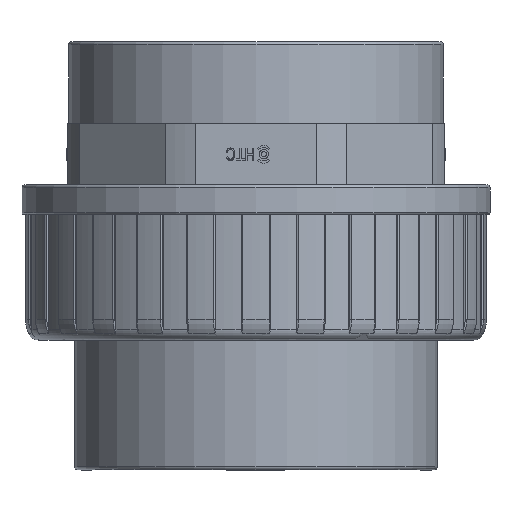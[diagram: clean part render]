
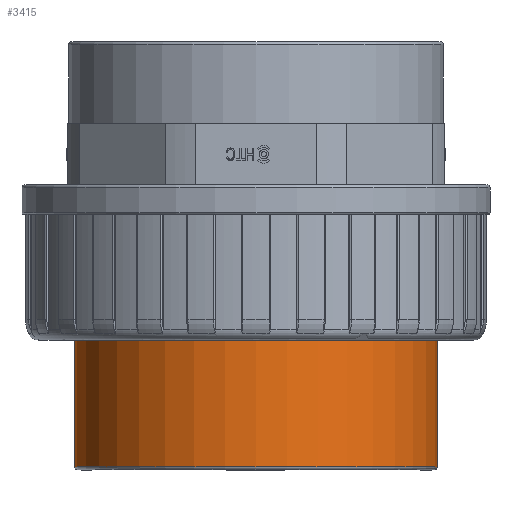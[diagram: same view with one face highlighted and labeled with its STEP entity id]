
A CAD part, front view. The second image highlights one B-rep face of the part: STEP entity #3415.
In plain terms, the highlighted cylindrical face has radius 62 mm (diameter 124 mm), a full revolution.
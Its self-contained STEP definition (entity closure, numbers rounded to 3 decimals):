
#356=CYLINDRICAL_SURFACE('',#38283,62.);
#3415=ADVANCED_FACE('',(#10617,#10618),#356,.T.);
#10441=CIRCLE('',#38280,62.);
#10442=CIRCLE('',#38282,62.);
#10617=FACE_BOUND('',#11866,.T.);
#10618=FACE_BOUND('',#11867,.T.);
#11866=EDGE_LOOP('',(#19411));
#11867=EDGE_LOOP('',(#19412));
#19411=ORIENTED_EDGE('',*,*,#31506,.F.);
#19412=ORIENTED_EDGE('',*,*,#31505,.T.);
#26721=VERTEX_POINT('',#77740);
#26722=VERTEX_POINT('',#77743);
#31505=EDGE_CURVE('',#26721,#26721,#10441,.T.);
#31506=EDGE_CURVE('',#26722,#26722,#10442,.T.);
#38280=AXIS2_PLACEMENT_3D('',#77739,#43017,#43018);
#38282=AXIS2_PLACEMENT_3D('',#77742,#43021,#43022);
#38283=AXIS2_PLACEMENT_3D('',#77744,#43023,#43024);
#43017=DIRECTION('',(0.,0.,1.));
#43018=DIRECTION('',(-1.,0.,0.));
#43021=DIRECTION('',(0.,0.,1.));
#43022=DIRECTION('',(-1.,0.,0.));
#43023=DIRECTION('',(0.,0.,-1.));
#43024=DIRECTION('',(1.,0.,0.));
#77739=CARTESIAN_POINT('',(185.,0.,-43.3));
#77740=CARTESIAN_POINT('',(123.,0.,-43.3));
#77742=CARTESIAN_POINT('',(185.,0.,0.));
#77743=CARTESIAN_POINT('',(123.,0.,0.));
#77744=CARTESIAN_POINT('',(185.,0.,22.));
